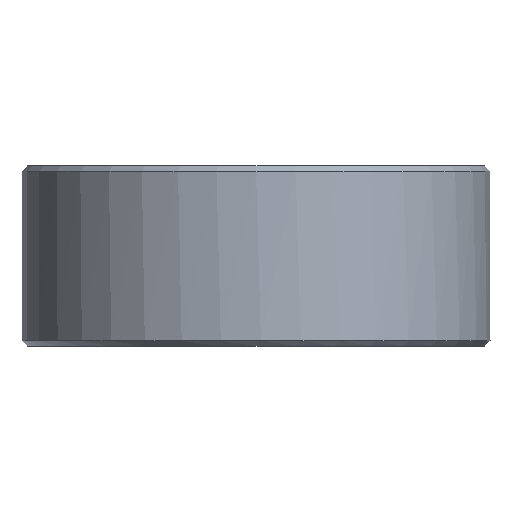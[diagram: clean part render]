
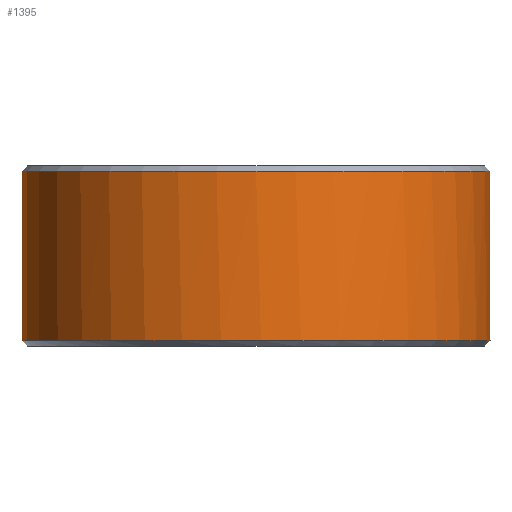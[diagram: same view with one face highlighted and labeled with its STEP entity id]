
A CAD part, front view. The second image highlights one B-rep face of the part: STEP entity #1395.
In plain terms, the highlighted cylindrical face has radius 13 mm (diameter 26 mm), a full revolution.
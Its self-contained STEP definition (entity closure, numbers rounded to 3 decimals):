
#56 = CIRCLE ( 'NONE', #812, 13. ) ;
#67 = ORIENTED_EDGE ( 'NONE', *, *, #134, .F. ) ;
#104 = VERTEX_POINT ( 'NONE', #282 ) ;
#119 = DIRECTION ( 'NONE',  ( 0., 0., -1. ) ) ;
#126 = LINE ( 'NONE', #506, #1239 ) ;
#134 = EDGE_CURVE ( 'NONE', #104, #1131, #647, .T. ) ;
#193 = DIRECTION ( 'NONE',  ( -1., 0., 0. ) ) ;
#198 = EDGE_CURVE ( 'NONE', #104, #1482, #1169, .T. ) ;
#207 = EDGE_CURVE ( 'NONE', #984, #984, #1282, .T. ) ;
#258 = ORIENTED_EDGE ( 'NONE', *, *, #1128, .T. ) ;
#275 = FACE_OUTER_BOUND ( 'NONE', #1119, .T. ) ;
#282 = CARTESIAN_POINT ( 'NONE',  ( -12.988, 0.55, 4. ) ) ;
#337 = ORIENTED_EDGE ( 'NONE', *, *, #797, .T. ) ;
#361 = ORIENTED_EDGE ( 'NONE', *, *, #198, .T. ) ;
#419 = VECTOR ( 'NONE', #1430, 1000. ) ;
#427 = CARTESIAN_POINT ( 'NONE',  ( 12.988, 0.55, 4. ) ) ;
#430 = DIRECTION ( 'NONE',  ( 0., 0., -1. ) ) ;
#442 = ORIENTED_EDGE ( 'NONE', *, *, #562, .T. ) ;
#460 = CIRCLE ( 'NONE', #723, 13. ) ;
#497 = CARTESIAN_POINT ( 'NONE',  ( 13., 0., -4.7 ) ) ;
#506 = CARTESIAN_POINT ( 'NONE',  ( 12.988, 0.55, 4. ) ) ;
#510 = CARTESIAN_POINT ( 'NONE',  ( 12.988, -0.55, 4. ) ) ;
#513 = DIRECTION ( 'NONE',  ( -1., 0., 0. ) ) ;
#529 = CARTESIAN_POINT ( 'NONE',  ( 0., 0., 4. ) ) ;
#543 = EDGE_CURVE ( 'NONE', #970, #1568, #56, .T. ) ;
#545 = VECTOR ( 'NONE', #1277, 1000. ) ;
#551 = EDGE_CURVE ( 'NONE', #619, #970, #1149, .T. ) ;
#556 = CARTESIAN_POINT ( 'NONE',  ( 12.988, -0.55, 4.7 ) ) ;
#562 = EDGE_CURVE ( 'NONE', #1568, #1131, #1408, .T. ) ;
#577 = VERTEX_POINT ( 'NONE', #1166 ) ;
#614 = ORIENTED_EDGE ( 'NONE', *, *, #551, .T. ) ;
#619 = VERTEX_POINT ( 'NONE', #909 ) ;
#627 = CARTESIAN_POINT ( 'NONE',  ( -12.988, -0.55, 4. ) ) ;
#647 = CIRCLE ( 'NONE', #1358, 13. ) ;
#649 = VERTEX_POINT ( 'NONE', #427 ) ;
#654 = CARTESIAN_POINT ( 'NONE',  ( -12.988, 0.55, 4. ) ) ;
#663 = CARTESIAN_POINT ( 'NONE',  ( 0., 0., -4.7 ) ) ;
#675 = AXIS2_PLACEMENT_3D ( 'NONE', #1339, #1065, #807 ) ;
#713 = CARTESIAN_POINT ( 'NONE',  ( 0., 0., 4.7 ) ) ;
#723 = AXIS2_PLACEMENT_3D ( 'NONE', #713, #939, #193 ) ;
#771 = CYLINDRICAL_SURFACE ( 'NONE', #1535, 13. ) ;
#797 = EDGE_CURVE ( 'NONE', #1482, #577, #460, .T. ) ;
#803 = ORIENTED_EDGE ( 'NONE', *, *, #207, .F. ) ;
#804 = DIRECTION ( 'NONE',  ( -1., 0., 0. ) ) ;
#807 = DIRECTION ( 'NONE',  ( -1., 0., 0. ) ) ;
#812 = AXIS2_PLACEMENT_3D ( 'NONE', #1141, #901, #804 ) ;
#901 = DIRECTION ( 'NONE',  ( 0., 0., -1. ) ) ;
#909 = CARTESIAN_POINT ( 'NONE',  ( 12.988, -0.55, 4. ) ) ;
#919 = DIRECTION ( 'NONE',  ( 0., 0., -1. ) ) ;
#939 = DIRECTION ( 'NONE',  ( 0., 0., -1. ) ) ;
#970 = VERTEX_POINT ( 'NONE', #556 ) ;
#973 = VECTOR ( 'NONE', #919, 1000. ) ;
#984 = VERTEX_POINT ( 'NONE', #497 ) ;
#998 = AXIS2_PLACEMENT_3D ( 'NONE', #663, #1300, #1270 ) ;
#1027 = ORIENTED_EDGE ( 'NONE', *, *, #1458, .F. ) ;
#1036 = CARTESIAN_POINT ( 'NONE',  ( -12.988, -0.55, 4. ) ) ;
#1065 = DIRECTION ( 'NONE',  ( 0., 0., 1. ) ) ;
#1112 = CARTESIAN_POINT ( 'NONE',  ( -12.988, -0.55, 4.7 ) ) ;
#1119 = EDGE_LOOP ( 'NONE', ( #803 ) ) ;
#1128 = EDGE_CURVE ( 'NONE', #577, #649, #126, .T. ) ;
#1131 = VERTEX_POINT ( 'NONE', #627 ) ;
#1141 = CARTESIAN_POINT ( 'NONE',  ( 0., 0., 4.7 ) ) ;
#1149 = LINE ( 'NONE', #510, #545 ) ;
#1166 = CARTESIAN_POINT ( 'NONE',  ( 12.988, 0.55, 4.7 ) ) ;
#1169 = LINE ( 'NONE', #654, #419 ) ;
#1177 = CIRCLE ( 'NONE', #675, 13. ) ;
#1239 = VECTOR ( 'NONE', #119, 1000. ) ;
#1249 = ORIENTED_EDGE ( 'NONE', *, *, #543, .T. ) ;
#1270 = DIRECTION ( 'NONE',  ( 1., 0., 0. ) ) ;
#1277 = DIRECTION ( 'NONE',  ( 0., 0., 1. ) ) ;
#1282 = CIRCLE ( 'NONE', #998, 13. ) ;
#1300 = DIRECTION ( 'NONE',  ( 0., 0., -1. ) ) ;
#1339 = CARTESIAN_POINT ( 'NONE',  ( 0., 0., 4. ) ) ;
#1358 = AXIS2_PLACEMENT_3D ( 'NONE', #529, #1529, #1422 ) ;
#1395 = ADVANCED_FACE ( 'NONE', ( #1547, #275 ), #771, .T. ) ;
#1408 = LINE ( 'NONE', #1036, #973 ) ;
#1422 = DIRECTION ( 'NONE',  ( -1., 0., 0. ) ) ;
#1430 = DIRECTION ( 'NONE',  ( 0., 0., 1. ) ) ;
#1440 = CARTESIAN_POINT ( 'NONE',  ( -12.988, 0.55, 4.7 ) ) ;
#1458 = EDGE_CURVE ( 'NONE', #619, #649, #1177, .T. ) ;
#1482 = VERTEX_POINT ( 'NONE', #1440 ) ;
#1490 = EDGE_LOOP ( 'NONE', ( #1027, #614, #1249, #442, #67, #361, #337, #258 ) ) ;
#1529 = DIRECTION ( 'NONE',  ( 0., 0., 1. ) ) ;
#1535 = AXIS2_PLACEMENT_3D ( 'NONE', #1540, #430, #513 ) ;
#1540 = CARTESIAN_POINT ( 'NONE',  ( 0., 0., 5. ) ) ;
#1547 = FACE_OUTER_BOUND ( 'NONE', #1490, .T. ) ;
#1568 = VERTEX_POINT ( 'NONE', #1112 ) ;
